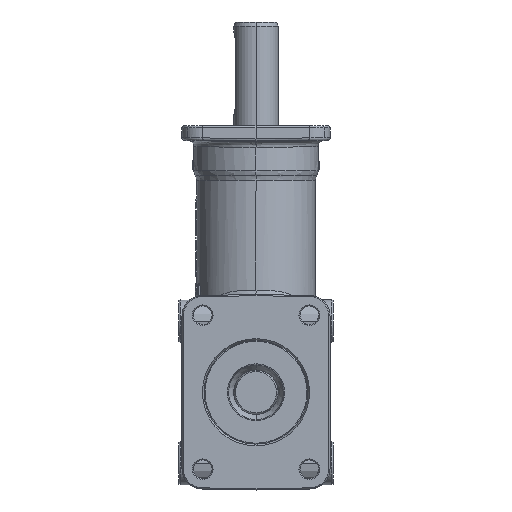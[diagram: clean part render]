
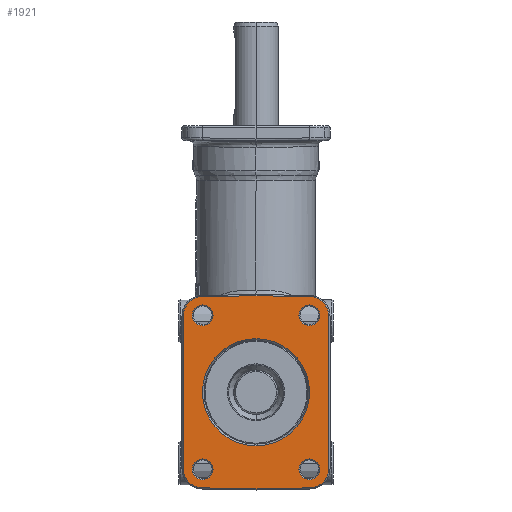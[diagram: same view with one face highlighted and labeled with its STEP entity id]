
A CAD part, left-side view. The second image highlights one B-rep face of the part: STEP entity #1921.
In plain terms, the highlighted planar face has unit normal (-1, 0, 0).
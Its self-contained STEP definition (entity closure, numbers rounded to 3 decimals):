
#1921=ADVANCED_FACE('',(#5588,#5589,#5590,#5591,#5592,#5593),#5594,.F.);
#5588=FACE_OUTER_BOUND('',#10638,.T.);
#5589=FACE_BOUND('',#10639,.T.);
#5590=FACE_BOUND('',#10640,.T.);
#5591=FACE_BOUND('',#10641,.T.);
#5592=FACE_BOUND('',#10642,.T.);
#5593=FACE_BOUND('',#10643,.T.);
#5594=PLANE('',#10644);
#10638=EDGE_LOOP('',(#49072,#49073,#49074,#49075,#49076,#49077,#49078,#49079,#49080,#49081,#49082,#49083,#49084,#49085));
#10639=EDGE_LOOP('',(#49086,#49087));
#10640=EDGE_LOOP('',(#49088,#49089));
#10641=EDGE_LOOP('',(#49090,#49091));
#10642=EDGE_LOOP('',(#49092,#49093));
#10643=EDGE_LOOP('',(#49094,#49095));
#10644=AXIS2_PLACEMENT_3D('',#49096,#49097,#49098);
#49072=ORIENTED_EDGE('',*,*,#57240,.F.);
#49073=ORIENTED_EDGE('',*,*,#56871,.F.);
#49074=ORIENTED_EDGE('',*,*,#57241,.F.);
#49075=ORIENTED_EDGE('',*,*,#57242,.F.);
#49076=ORIENTED_EDGE('',*,*,#56875,.F.);
#49077=ORIENTED_EDGE('',*,*,#57243,.F.);
#49078=ORIENTED_EDGE('',*,*,#57244,.F.);
#49079=ORIENTED_EDGE('',*,*,#57245,.F.);
#49080=ORIENTED_EDGE('',*,*,#56224,.F.);
#49081=ORIENTED_EDGE('',*,*,#57246,.F.);
#49082=ORIENTED_EDGE('',*,*,#57247,.F.);
#49083=ORIENTED_EDGE('',*,*,#56228,.F.);
#49084=ORIENTED_EDGE('',*,*,#57248,.F.);
#49085=ORIENTED_EDGE('',*,*,#57249,.F.);
#49086=ORIENTED_EDGE('',*,*,#57250,.F.);
#49087=ORIENTED_EDGE('',*,*,#56021,.F.);
#49088=ORIENTED_EDGE('',*,*,#57251,.F.);
#49089=ORIENTED_EDGE('',*,*,#56031,.F.);
#49090=ORIENTED_EDGE('',*,*,#57252,.F.);
#49091=ORIENTED_EDGE('',*,*,#56041,.F.);
#49092=ORIENTED_EDGE('',*,*,#57253,.F.);
#49093=ORIENTED_EDGE('',*,*,#56051,.F.);
#49094=ORIENTED_EDGE('',*,*,#57238,.F.);
#49095=ORIENTED_EDGE('',*,*,#56896,.F.);
#49096=CARTESIAN_POINT('',(-52.0,0.,0.));
#49097=DIRECTION('',(1.0,0.0,0.0));
#49098=DIRECTION('',(0.0,1.0,-0.0));
#56021=EDGE_CURVE('',#60270,#60272,#60273,.T.);
#56031=EDGE_CURVE('',#60286,#60288,#60289,.T.);
#56041=EDGE_CURVE('',#60302,#60304,#60305,.T.);
#56051=EDGE_CURVE('',#60318,#60320,#60321,.T.);
#56224=EDGE_CURVE('',#60622,#60624,#60625,.T.);
#56228=EDGE_CURVE('',#60628,#60630,#60631,.T.);
#56871=EDGE_CURVE('',#61796,#61798,#61799,.T.);
#56875=EDGE_CURVE('',#61802,#61804,#61805,.T.);
#56896=EDGE_CURVE('',#61835,#61838,#61839,.T.);
#57238=EDGE_CURVE('',#61838,#61835,#62313,.T.);
#57240=EDGE_CURVE('',#61798,#62315,#62316,.T.);
#57241=EDGE_CURVE('',#62317,#61796,#62318,.T.);
#57242=EDGE_CURVE('',#61804,#62317,#62319,.T.);
#57243=EDGE_CURVE('',#62320,#61802,#62321,.T.);
#57244=EDGE_CURVE('',#62322,#62320,#62323,.T.);
#57245=EDGE_CURVE('',#60624,#62322,#62324,.T.);
#57246=EDGE_CURVE('',#62325,#60622,#62326,.T.);
#57247=EDGE_CURVE('',#60630,#62325,#62327,.T.);
#57248=EDGE_CURVE('',#62328,#60628,#62329,.T.);
#57249=EDGE_CURVE('',#62315,#62328,#62330,.T.);
#57250=EDGE_CURVE('',#60272,#60270,#62331,.T.);
#57251=EDGE_CURVE('',#60288,#60286,#62332,.T.);
#57252=EDGE_CURVE('',#60304,#60302,#62333,.T.);
#57253=EDGE_CURVE('',#60320,#60318,#62334,.T.);
#60270=VERTEX_POINT('',#66644);
#60272=VERTEX_POINT('',#66647);
#60273=CIRCLE('',#66648,3.496);
#60286=VERTEX_POINT('',#66664);
#60288=VERTEX_POINT('',#66667);
#60289=CIRCLE('',#66668,3.496);
#60302=VERTEX_POINT('',#66684);
#60304=VERTEX_POINT('',#66687);
#60305=CIRCLE('',#66688,3.496);
#60318=VERTEX_POINT('',#66704);
#60320=VERTEX_POINT('',#66707);
#60321=CIRCLE('',#66708,3.496);
#60622=VERTEX_POINT('',#67411);
#60624=VERTEX_POINT('',#67414);
#60625=CIRCLE('',#67415,6.596);
#60628=VERTEX_POINT('',#67419);
#60630=VERTEX_POINT('',#67422);
#60631=CIRCLE('',#67423,6.596);
#61796=VERTEX_POINT('',#71293);
#61798=VERTEX_POINT('',#71296);
#61799=CIRCLE('',#71297,6.596);
#61802=VERTEX_POINT('',#71301);
#61804=VERTEX_POINT('',#71304);
#61805=CIRCLE('',#71305,6.596);
#61835=VERTEX_POINT('',#71344);
#61838=VERTEX_POINT('',#71348);
#61839=CIRCLE('',#71349,18.077);
#62313=CIRCLE('',#72230,18.077);
#62315=VERTEX_POINT('',#72232);
#62316=LINE('',#72233,#72234);
#62317=VERTEX_POINT('',#72235);
#62318=CIRCLE('',#72236,6.596);
#62319=LINE('',#72237,#72238);
#62320=VERTEX_POINT('',#72239);
#62321=CIRCLE('',#72240,6.596);
#62322=VERTEX_POINT('',#72241);
#62323=LINE('',#72242,#72243);
#62324=LINE('',#72244,#72245);
#62325=VERTEX_POINT('',#72246);
#62326=CIRCLE('',#72247,6.596);
#62327=LINE('',#72248,#72249);
#62328=VERTEX_POINT('',#72250);
#62329=CIRCLE('',#72251,6.596);
#62330=LINE('',#72252,#72253);
#62331=CIRCLE('',#72254,3.496);
#62332=CIRCLE('',#72255,3.496);
#62333=CIRCLE('',#72256,3.496);
#62334=CIRCLE('',#72257,3.496);
#66644=CARTESIAN_POINT('',(-52.0,-21.496,-26.0));
#66647=CARTESIAN_POINT('',(-52.0,-14.504,-26.0));
#66648=AXIS2_PLACEMENT_3D('',#83624,#83625,#83626);
#66664=CARTESIAN_POINT('',(-52.0,14.504,-26.0));
#66667=CARTESIAN_POINT('',(-52.0,21.496,-26.0));
#66668=AXIS2_PLACEMENT_3D('',#83640,#83641,#83642);
#66684=CARTESIAN_POINT('',(-52.0,-21.496,26.0));
#66687=CARTESIAN_POINT('',(-52.0,-14.504,26.0));
#66688=AXIS2_PLACEMENT_3D('',#83656,#83657,#83658);
#66704=CARTESIAN_POINT('',(-52.0,14.504,26.0));
#66707=CARTESIAN_POINT('',(-52.0,21.496,26.0));
#66708=AXIS2_PLACEMENT_3D('',#83672,#83673,#83674);
#67411=CARTESIAN_POINT('',(-52.0,-22.705,-30.308));
#67414=CARTESIAN_POINT('',(-52.0,-18.115,-32.28));
#67415=AXIS2_PLACEMENT_3D('',#83911,#83912,#83913);
#67419=CARTESIAN_POINT('',(-52.0,-22.705,30.308));
#67422=CARTESIAN_POINT('',(-52.0,-24.596,25.685));
#67423=AXIS2_PLACEMENT_3D('',#83916,#83917,#83918);
#71293=CARTESIAN_POINT('',(-52.0,22.705,30.308));
#71296=CARTESIAN_POINT('',(-52.0,18.115,32.28));
#71297=AXIS2_PLACEMENT_3D('',#84492,#84493,#84494);
#71301=CARTESIAN_POINT('',(-52.0,22.705,-30.308));
#71304=CARTESIAN_POINT('',(-52.0,24.596,-25.685));
#71305=AXIS2_PLACEMENT_3D('',#84497,#84498,#84499);
#71344=CARTESIAN_POINT('',(-52.0,0.,18.077));
#71348=CARTESIAN_POINT('',(-52.0,0.,-18.077));
#71349=AXIS2_PLACEMENT_3D('',#84525,#84526,#84527);
#72230=AXIS2_PLACEMENT_3D('',#84959,#84960,#84961);
#72232=CARTESIAN_POINT('',(-52.0,0.,32.596));
#72233=CARTESIAN_POINT('',(-52.0,18.115,32.28));
#72234=VECTOR('',#84962,18.118);
#72235=CARTESIAN_POINT('',(-52.0,24.596,25.685));
#72236=AXIS2_PLACEMENT_3D('',#84963,#84964,#84965);
#72237=CARTESIAN_POINT('',(-52.0,24.596,-25.685));
#72238=VECTOR('',#84966,51.369);
#72239=CARTESIAN_POINT('',(-52.0,18.115,-32.28));
#72240=AXIS2_PLACEMENT_3D('',#84967,#84968,#84969);
#72241=CARTESIAN_POINT('',(-52.0,0.,-32.596));
#72242=CARTESIAN_POINT('',(-52.0,0.,-32.596));
#72243=VECTOR('',#84970,18.118);
#72244=CARTESIAN_POINT('',(-52.0,-18.115,-32.28));
#72245=VECTOR('',#84971,18.118);
#72246=CARTESIAN_POINT('',(-52.0,-24.596,-25.685));
#72247=AXIS2_PLACEMENT_3D('',#84972,#84973,#84974);
#72248=CARTESIAN_POINT('',(-52.0,-24.596,25.685));
#72249=VECTOR('',#84975,51.369);
#72250=CARTESIAN_POINT('',(-52.0,-18.115,32.28));
#72251=AXIS2_PLACEMENT_3D('',#84976,#84977,#84978);
#72252=CARTESIAN_POINT('',(-52.0,0.,32.596));
#72253=VECTOR('',#84979,18.118);
#72254=AXIS2_PLACEMENT_3D('',#84980,#84981,#84982);
#72255=AXIS2_PLACEMENT_3D('',#84983,#84984,#84985);
#72256=AXIS2_PLACEMENT_3D('',#84986,#84987,#84988);
#72257=AXIS2_PLACEMENT_3D('',#84989,#84990,#84991);
#83624=CARTESIAN_POINT('',(-52.0,-18.0,-26.0));
#83625=DIRECTION('',(-1.0,0.0,0.0));
#83626=DIRECTION('',(0.0,-1.0,0.0));
#83640=CARTESIAN_POINT('',(-52.0,18.0,-26.0));
#83641=DIRECTION('',(-1.0,0.0,0.0));
#83642=DIRECTION('',(0.0,-1.0,0.0));
#83656=CARTESIAN_POINT('',(-52.0,-18.0,26.0));
#83657=DIRECTION('',(-1.0,0.0,0.0));
#83658=DIRECTION('',(0.0,-1.0,0.0));
#83672=CARTESIAN_POINT('',(-52.0,18.0,26.0));
#83673=DIRECTION('',(-1.0,0.0,0.0));
#83674=DIRECTION('',(0.0,-1.0,0.0));
#83911=CARTESIAN_POINT('',(-52.0,-18.0,-25.685));
#83912=DIRECTION('',(1.0,0.0,0.0));
#83913=DIRECTION('',(0.0,-0.713,-0.701));
#83916=CARTESIAN_POINT('',(-52.0,-18.0,25.685));
#83917=DIRECTION('',(1.0,0.0,0.0));
#83918=DIRECTION('',(0.0,-0.713,0.701));
#84492=CARTESIAN_POINT('',(-52.0,18.0,25.685));
#84493=DIRECTION('',(1.0,0.0,-0.0));
#84494=DIRECTION('',(0.0,0.713,0.701));
#84497=CARTESIAN_POINT('',(-52.0,18.0,-25.685));
#84498=DIRECTION('',(1.0,0.0,0.0));
#84499=DIRECTION('',(0.0,0.713,-0.701));
#84525=CARTESIAN_POINT('',(-52.0,0.,0.));
#84526=DIRECTION('',(-1.0,0.0,0.0));
#84527=DIRECTION('',(0.0,0.0,1.0));
#84959=CARTESIAN_POINT('',(-52.0,0.,0.));
#84960=DIRECTION('',(-1.0,0.0,0.0));
#84961=DIRECTION('',(0.0,0.0,1.0));
#84962=DIRECTION('',(0.0,-1.,0.017));
#84963=CARTESIAN_POINT('',(-52.0,18.0,25.685));
#84964=DIRECTION('',(1.0,0.0,-0.0));
#84965=DIRECTION('',(0.0,0.713,0.701));
#84966=DIRECTION('',(0.0,0.0,1.0));
#84967=CARTESIAN_POINT('',(-52.0,18.0,-25.685));
#84968=DIRECTION('',(1.0,0.0,0.0));
#84969=DIRECTION('',(0.0,0.713,-0.701));
#84970=DIRECTION('',(0.0,1.,0.017));
#84971=DIRECTION('',(0.0,1.,-0.017));
#84972=CARTESIAN_POINT('',(-52.0,-18.0,-25.685));
#84973=DIRECTION('',(1.0,0.0,0.0));
#84974=DIRECTION('',(0.0,-0.713,-0.701));
#84975=DIRECTION('',(0.0,0.0,-1.0));
#84976=CARTESIAN_POINT('',(-52.0,-18.0,25.685));
#84977=DIRECTION('',(1.0,0.0,0.0));
#84978=DIRECTION('',(0.0,-0.713,0.701));
#84979=DIRECTION('',(0.0,-1.,-0.017));
#84980=CARTESIAN_POINT('',(-52.0,-18.0,-26.0));
#84981=DIRECTION('',(-1.0,0.0,0.0));
#84982=DIRECTION('',(0.0,-1.0,0.0));
#84983=CARTESIAN_POINT('',(-52.0,18.0,-26.0));
#84984=DIRECTION('',(-1.0,0.0,0.0));
#84985=DIRECTION('',(0.0,-1.0,0.0));
#84986=CARTESIAN_POINT('',(-52.0,-18.0,26.0));
#84987=DIRECTION('',(-1.0,0.0,0.0));
#84988=DIRECTION('',(0.0,-1.0,0.0));
#84989=CARTESIAN_POINT('',(-52.0,18.0,26.0));
#84990=DIRECTION('',(-1.0,0.0,0.0));
#84991=DIRECTION('',(0.0,-1.0,0.0));
